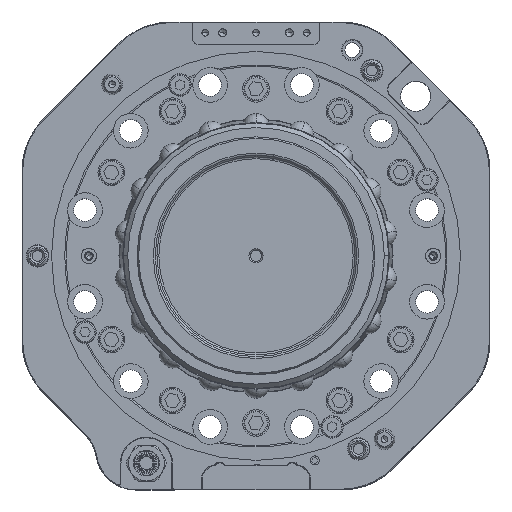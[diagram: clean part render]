
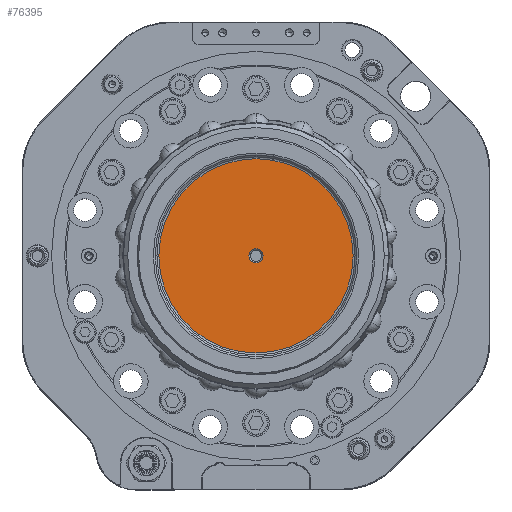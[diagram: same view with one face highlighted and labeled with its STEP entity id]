
A CAD part, top view. The second image highlights one B-rep face of the part: STEP entity #76395.
In plain terms, the highlighted planar face has unit normal (0, 0, 1).
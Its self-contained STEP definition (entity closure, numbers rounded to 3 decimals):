
#238 = EDGE_CURVE ( 'NONE', #77929, #61046, #47779, .T. ) ;
#1319 = EDGE_CURVE ( 'NONE', #61046, #77929, #73756, .T. ) ;
#1543 = VERTEX_POINT ( 'NONE', #65437 ) ;
#3095 = DIRECTION ( 'NONE',  ( 0.174, 0.985, 0. ) ) ;
#8550 = FACE_BOUND ( 'NONE', #15085, .T. ) ;
#8751 = DIRECTION ( 'NONE',  ( 0., 0., -1. ) ) ;
#9288 = AXIS2_PLACEMENT_3D ( 'NONE', #41909, #22935, #61286 ) ;
#9508 = EDGE_CURVE ( 'NONE', #27619, #1543, #37480, .T. ) ;
#10407 = DIRECTION ( 'NONE',  ( 0.174, 0.985, 0. ) ) ;
#11566 = DIRECTION ( 'NONE',  ( 0., 0., -1. ) ) ;
#14950 = CARTESIAN_POINT ( 'NONE',  ( 12.619, 71.568, 94.7 ) ) ;
#15085 = EDGE_LOOP ( 'NONE', ( #60784, #15423 ) ) ;
#15423 = ORIENTED_EDGE ( 'NONE', *, *, #48714, .T. ) ;
#15457 = DIRECTION ( 'NONE',  ( 0.174, 0.985, 0. ) ) ;
#17530 = DIRECTION ( 'NONE',  ( 0., 0., -1. ) ) ;
#17838 = DIRECTION ( 'NONE',  ( 0.174, 0.985, 0. ) ) ;
#21305 = ORIENTED_EDGE ( 'NONE', *, *, #1319, .F. ) ;
#22935 = DIRECTION ( 'NONE',  ( 0., 0., -1. ) ) ;
#23210 = CARTESIAN_POINT ( 'NONE',  ( 71.568, -12.619, 94.7 ) ) ;
#24925 = CIRCLE ( 'NONE', #72034, 5.25 ) ;
#26405 = CARTESIAN_POINT ( 'NONE',  ( -0.912, -5.17, 94.7 ) ) ;
#27619 = VERTEX_POINT ( 'NONE', #26405 ) ;
#30909 = CARTESIAN_POINT ( 'NONE',  ( 0., 0., 94.7 ) ) ;
#31289 = AXIS2_PLACEMENT_3D ( 'NONE', #23210, #34610, #3095 ) ;
#31680 = AXIS2_PLACEMENT_3D ( 'NONE', #46256, #8751, #15457 ) ;
#34610 = DIRECTION ( 'NONE',  ( 0., 0., -1. ) ) ;
#37480 = CIRCLE ( 'NONE', #61723, 5.25 ) ;
#38892 = PLANE ( 'NONE',  #31289 ) ;
#41909 = CARTESIAN_POINT ( 'NONE',  ( 0., 0., 94.7 ) ) ;
#43224 = CARTESIAN_POINT ( 'NONE',  ( 0., 0., 94.7 ) ) ;
#46256 = CARTESIAN_POINT ( 'NONE',  ( 0., 0., 94.7 ) ) ;
#47779 = CIRCLE ( 'NONE', #31680, 72.672 ) ;
#48714 = EDGE_CURVE ( 'NONE', #1543, #27619, #24925, .T. ) ;
#54878 = ORIENTED_EDGE ( 'NONE', *, *, #238, .F. ) ;
#57158 = CARTESIAN_POINT ( 'NONE',  ( -12.619, -71.568, 94.7 ) ) ;
#60784 = ORIENTED_EDGE ( 'NONE', *, *, #9508, .T. ) ;
#61046 = VERTEX_POINT ( 'NONE', #57158 ) ;
#61286 = DIRECTION ( 'NONE',  ( 0.174, 0.985, 0. ) ) ;
#61723 = AXIS2_PLACEMENT_3D ( 'NONE', #30909, #11566, #17838 ) ;
#65437 = CARTESIAN_POINT ( 'NONE',  ( 0.912, 5.17, 94.7 ) ) ;
#65813 = FACE_OUTER_BOUND ( 'NONE', #78695, .T. ) ;
#72034 = AXIS2_PLACEMENT_3D ( 'NONE', #43224, #17530, #10407 ) ;
#73756 = CIRCLE ( 'NONE', #9288, 72.672 ) ;
#76395 = ADVANCED_FACE ( 'NONE', ( #65813, #8550 ), #38892, .F. ) ;
#77929 = VERTEX_POINT ( 'NONE', #14950 ) ;
#78695 = EDGE_LOOP ( 'NONE', ( #54878, #21305 ) ) ;
